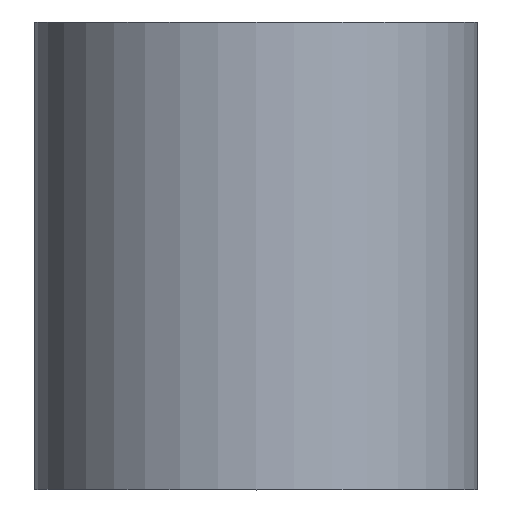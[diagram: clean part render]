
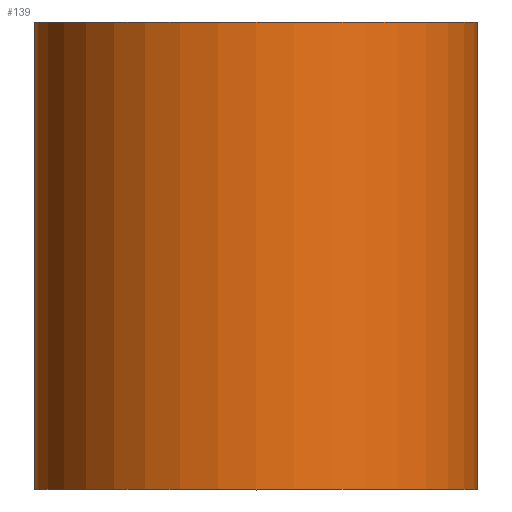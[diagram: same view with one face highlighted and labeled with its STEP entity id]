
A CAD part, top view. The second image highlights one B-rep face of the part: STEP entity #139.
In plain terms, the highlighted cylindrical face has radius 4.5 mm (diameter 9 mm), a full revolution.
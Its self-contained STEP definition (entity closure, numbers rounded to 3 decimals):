
#29=FACE_OUTER_BOUND('',#38,.T.);
#38=EDGE_LOOP('',(#111,#112,#113,#114));
#47=LINE('',#255,#53);
#53=VECTOR('',#217,4.5);
#58=CIRCLE('',#168,4.5);
#63=CIRCLE('',#177,4.5);
#68=VERTEX_POINT('',#236);
#73=VERTEX_POINT('',#254);
#79=EDGE_CURVE('',#68,#68,#58,.T.);
#88=EDGE_CURVE('',#68,#73,#47,.T.);
#89=EDGE_CURVE('',#73,#73,#63,.T.);
#111=ORIENTED_EDGE('',*,*,#79,.F.);
#112=ORIENTED_EDGE('',*,*,#88,.T.);
#113=ORIENTED_EDGE('',*,*,#89,.T.);
#114=ORIENTED_EDGE('',*,*,#88,.F.);
#124=CYLINDRICAL_SURFACE('',#176,4.5);
#139=ADVANCED_FACE('',(#29),#124,.T.);
#168=AXIS2_PLACEMENT_3D('',#237,#195,#196);
#176=AXIS2_PLACEMENT_3D('',#253,#215,#216);
#177=AXIS2_PLACEMENT_3D('',#256,#218,#219);
#195=DIRECTION('center_axis',(0.,1.,0.));
#196=DIRECTION('ref_axis',(1.,0.,0.));
#215=DIRECTION('center_axis',(0.,1.,0.));
#216=DIRECTION('ref_axis',(-1.,0.,0.));
#217=DIRECTION('',(0.,-1.,0.));
#218=DIRECTION('center_axis',(0.,1.,0.));
#219=DIRECTION('ref_axis',(-1.,0.,0.));
#236=CARTESIAN_POINT('',(4.5,9.5,0.));
#237=CARTESIAN_POINT('Origin',(0.,9.5,0.));
#253=CARTESIAN_POINT('Origin',(0.,0.,0.));
#254=CARTESIAN_POINT('',(4.5,0.,0.));
#255=CARTESIAN_POINT('',(4.5,0.,0.));
#256=CARTESIAN_POINT('Origin',(0.,0.,0.));
